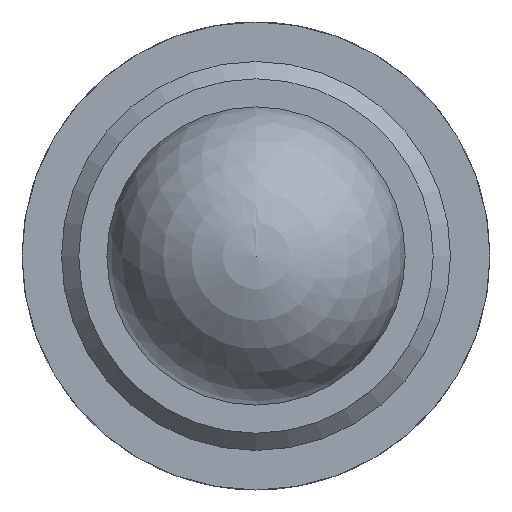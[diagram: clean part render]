
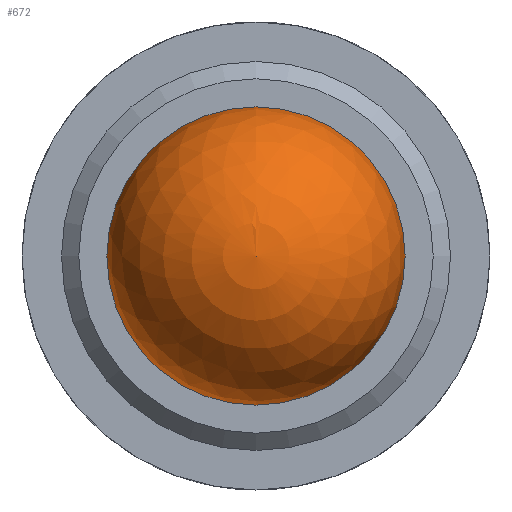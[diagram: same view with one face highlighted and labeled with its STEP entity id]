
A CAD part, front view. The second image highlights one B-rep face of the part: STEP entity #672.
In plain terms, the highlighted spherical face has radius 12.75 mm.
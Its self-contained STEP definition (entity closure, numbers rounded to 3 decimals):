
#18=SPHERICAL_SURFACE('',#744,12.75);
#123=FACE_OUTER_BOUND('',#166,.T.);
#166=EDGE_LOOP('',(#447,#448,#449,#450));
#225=CIRCLE('',#741,12.75);
#227=CIRCLE('',#743,12.75);
#228=CIRCLE('',#745,12.75);
#285=VERTEX_POINT('',#1085);
#286=VERTEX_POINT('',#1086);
#288=VERTEX_POINT('',#1093);
#350=EDGE_CURVE('',#285,#286,#225,.T.);
#353=EDGE_CURVE('',#286,#285,#227,.T.);
#354=EDGE_CURVE('',#286,#288,#228,.T.);
#447=ORIENTED_EDGE('',*,*,#350,.T.);
#448=ORIENTED_EDGE('',*,*,#354,.T.);
#449=ORIENTED_EDGE('',*,*,#354,.F.);
#450=ORIENTED_EDGE('',*,*,#353,.T.);
#672=ADVANCED_FACE('',(#123),#18,.T.);
#741=AXIS2_PLACEMENT_3D('',#1087,#855,#856);
#743=AXIS2_PLACEMENT_3D('',#1091,#860,#861);
#744=AXIS2_PLACEMENT_3D('',#1092,#862,#863);
#745=AXIS2_PLACEMENT_3D('',#1094,#864,#865);
#855=DIRECTION('center_axis',(0.,-1.,0.));
#856=DIRECTION('ref_axis',(1.,0.,0.));
#860=DIRECTION('center_axis',(0.,-1.,0.));
#861=DIRECTION('ref_axis',(1.,0.,0.));
#862=DIRECTION('center_axis',(0.,1.,0.));
#863=DIRECTION('ref_axis',(0.,0.,-1.));
#864=DIRECTION('center_axis',(1.,0.,0.));
#865=DIRECTION('ref_axis',(0.,0.,1.));
#1085=CARTESIAN_POINT('',(-12.75,12.75,0.));
#1086=CARTESIAN_POINT('',(0.,12.75,12.75));
#1087=CARTESIAN_POINT('Origin',(0.,12.75,0.));
#1091=CARTESIAN_POINT('Origin',(0.,12.75,0.));
#1092=CARTESIAN_POINT('Origin',(0.,12.75,0.));
#1093=CARTESIAN_POINT('',(0.,0.,0.));
#1094=CARTESIAN_POINT('Origin',(0.,12.75,0.));
